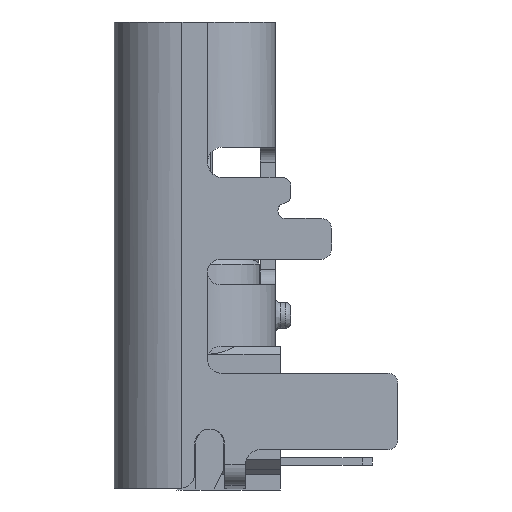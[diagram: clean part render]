
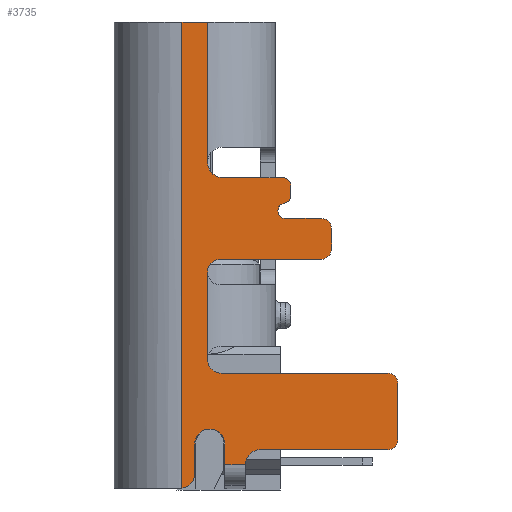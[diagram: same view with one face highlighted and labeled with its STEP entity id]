
A CAD part, left-side view. The second image highlights one B-rep face of the part: STEP entity #3735.
In plain terms, the highlighted planar face has unit normal (-1, 0, 0).
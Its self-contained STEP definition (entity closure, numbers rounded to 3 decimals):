
#1583=VERTEX_POINT('NONE',#1584);
#1584=CARTESIAN_POINT('',(-4.475,2.13,0.5));
#1591=EDGE_CURVE('NONE',#1583,#1592,#1594,.T.);
#1592=VERTEX_POINT('NONE',#1593);
#1593=CARTESIAN_POINT('',(-4.475,1.63,0.5));
#1594=LINE('',#1595,#1596);
#1595=CARTESIAN_POINT('',(-4.475,3.385,0.5));
#1596=VECTOR('',#1597,1.0);
#1597=DIRECTION('',(0.0,-1.0,0.0));
#1627=VERTEX_POINT('NONE',#1628);
#1628=CARTESIAN_POINT('',(-4.475,2.13,-8.636));
#1635=EDGE_CURVE('NONE',#1627,#1583,#1636,.T.);
#1636=LINE('',#1637,#1638);
#1637=CARTESIAN_POINT('',(-4.475,2.13,-8.823));
#1638=VECTOR('',#1639,1.0);
#1639=DIRECTION('',(0.0,0.0,1.0));
#3704=EDGE_CURVE('NONE',#1592,#3705,#3707,.T.);
#3705=VERTEX_POINT('NONE',#3706);
#3706=CARTESIAN_POINT('',(-4.475,1.63,-2.25));
#3707=LINE('',#3708,#3709);
#3708=CARTESIAN_POINT('',(-4.475,1.63,-2.305));
#3709=VECTOR('',#3710,1.0);
#3710=DIRECTION('',(0.0,0.0,-1.0));
#3735=ADVANCED_FACE('NONE',(#3736),#3952,.F.);
#3736=FACE_BOUND('NONE',#3737,.T.);
#3737=EDGE_LOOP('',(#3738,#3749,#3757,#3766,#3774,#3783,#3791,#3800,#3808,#3817,#3825,#3834,#3842,#3851,#3859,#3868,#3877,#3885,#3894,#3902,#3909,#3910,#3911,#3912,#3921,#3929,#3938,#3946));
#3738=ORIENTED_EDGE('',*,*,#3739,.T.);
#3739=EDGE_CURVE('NONE',#3740,#3742,#3744,.F.);
#3740=VERTEX_POINT('NONE',#3741);
#3741=CARTESIAN_POINT('',(-4.475,0.89,-8.18));
#3742=VERTEX_POINT('NONE',#3743);
#3743=CARTESIAN_POINT('',(-4.475,0.59,-7.88));
#3744=CIRCLE('',#3745,0.3);
#3745=AXIS2_PLACEMENT_3D('',#3746,#3747,#3748);
#3746=CARTESIAN_POINT('',(-4.475,0.59,-8.18));
#3747=DIRECTION('',(-1.0,0.0,0.0));
#3748=DIRECTION('',(0.0,0.0,1.0));
#3749=ORIENTED_EDGE('',*,*,#3750,.T.);
#3750=EDGE_CURVE('NONE',#3742,#3751,#3753,.F.);
#3751=VERTEX_POINT('NONE',#3752);
#3752=CARTESIAN_POINT('',(-4.475,-1.9,-7.88));
#3753=LINE('',#3754,#3755);
#3754=CARTESIAN_POINT('',(-4.475,0.015,-7.88));
#3755=VECTOR('',#3756,1.0);
#3756=DIRECTION('',(0.0,1.0,0.0));
#3757=ORIENTED_EDGE('',*,*,#3758,.T.);
#3758=EDGE_CURVE('NONE',#3751,#3759,#3761,.F.);
#3759=VERTEX_POINT('NONE',#3760);
#3760=CARTESIAN_POINT('',(-4.475,-2.1,-7.68));
#3761=CIRCLE('',#3762,0.2);
#3762=AXIS2_PLACEMENT_3D('',#3763,#3764,#3765);
#3763=CARTESIAN_POINT('',(-4.475,-1.9,-7.68));
#3764=DIRECTION('',(1.0,0.0,0.0));
#3765=DIRECTION('',(0.0,0.0,1.0));
#3766=ORIENTED_EDGE('',*,*,#3767,.T.);
#3767=EDGE_CURVE('NONE',#3759,#3768,#3770,.F.);
#3768=VERTEX_POINT('NONE',#3769);
#3769=CARTESIAN_POINT('',(-4.475,-2.1,-6.58));
#3770=LINE('',#3771,#3772);
#3771=CARTESIAN_POINT('',(-4.475,-2.1,-4.068));
#3772=VECTOR('',#3773,1.0);
#3773=DIRECTION('',(0.0,0.0,-1.0));
#3774=ORIENTED_EDGE('',*,*,#3775,.T.);
#3775=EDGE_CURVE('NONE',#3768,#3776,#3778,.F.);
#3776=VERTEX_POINT('NONE',#3777);
#3777=CARTESIAN_POINT('',(-4.475,-1.9,-6.38));
#3778=CIRCLE('',#3779,0.2);
#3779=AXIS2_PLACEMENT_3D('',#3780,#3781,#3782);
#3780=CARTESIAN_POINT('',(-4.475,-1.9,-6.58));
#3781=DIRECTION('',(1.0,0.0,0.0));
#3782=DIRECTION('',(0.0,0.0,1.0));
#3783=ORIENTED_EDGE('',*,*,#3784,.T.);
#3784=EDGE_CURVE('NONE',#3776,#3785,#3787,.F.);
#3785=VERTEX_POINT('NONE',#3786);
#3786=CARTESIAN_POINT('',(-4.475,1.365,-6.38));
#3787=LINE('',#3788,#3789);
#3788=CARTESIAN_POINT('',(-4.475,0.015,-6.38));
#3789=VECTOR('',#3790,1.0);
#3790=DIRECTION('',(0.0,-1.0,0.0));
#3791=ORIENTED_EDGE('',*,*,#3792,.T.);
#3792=EDGE_CURVE('NONE',#3785,#3793,#3795,.F.);
#3793=VERTEX_POINT('NONE',#3794);
#3794=CARTESIAN_POINT('',(-4.475,1.63,-6.115));
#3795=CIRCLE('',#3796,0.265);
#3796=AXIS2_PLACEMENT_3D('',#3797,#3798,#3799);
#3797=CARTESIAN_POINT('',(-4.475,1.365,-6.115));
#3798=DIRECTION('',(-1.0,0.0,0.0));
#3799=DIRECTION('',(0.0,0.,-1.0));
#3800=ORIENTED_EDGE('',*,*,#3801,.T.);
#3801=EDGE_CURVE('NONE',#3793,#3802,#3804,.F.);
#3802=VERTEX_POINT('NONE',#3803);
#3803=CARTESIAN_POINT('',(-4.475,1.63,-4.4));
#3804=LINE('',#3805,#3806);
#3805=CARTESIAN_POINT('',(-4.475,1.63,-6.149));
#3806=VECTOR('',#3807,1.0);
#3807=DIRECTION('',(0.0,0.0,-1.0));
#3808=ORIENTED_EDGE('',*,*,#3809,.T.);
#3809=EDGE_CURVE('NONE',#3802,#3810,#3812,.F.);
#3810=VERTEX_POINT('NONE',#3811);
#3811=CARTESIAN_POINT('',(-4.475,1.38,-4.15));
#3812=CIRCLE('',#3813,0.25);
#3813=AXIS2_PLACEMENT_3D('',#3814,#3815,#3816);
#3814=CARTESIAN_POINT('',(-4.475,1.38,-4.4));
#3815=DIRECTION('',(-1.0,0.0,0.0));
#3816=DIRECTION('',(0.0,0.0,1.0));
#3817=ORIENTED_EDGE('',*,*,#3818,.T.);
#3818=EDGE_CURVE('NONE',#3810,#3819,#3821,.F.);
#3819=VERTEX_POINT('NONE',#3820);
#3820=CARTESIAN_POINT('',(-4.475,-0.6,-4.15));
#3821=LINE('',#3822,#3823);
#3822=CARTESIAN_POINT('',(-4.475,0.015,-4.15));
#3823=VECTOR('',#3824,1.0);
#3824=DIRECTION('',(0.0,1.0,0.0));
#3825=ORIENTED_EDGE('',*,*,#3826,.T.);
#3826=EDGE_CURVE('NONE',#3819,#3827,#3829,.F.);
#3827=VERTEX_POINT('NONE',#3828);
#3828=CARTESIAN_POINT('',(-4.475,-0.8,-3.95));
#3829=CIRCLE('',#3830,0.2);
#3830=AXIS2_PLACEMENT_3D('',#3831,#3832,#3833);
#3831=CARTESIAN_POINT('',(-4.475,-0.6,-3.95));
#3832=DIRECTION('',(1.0,0.0,0.0));
#3833=DIRECTION('',(0.0,0.0,1.0));
#3834=ORIENTED_EDGE('',*,*,#3835,.T.);
#3835=EDGE_CURVE('NONE',#3827,#3836,#3838,.F.);
#3836=VERTEX_POINT('NONE',#3837);
#3837=CARTESIAN_POINT('',(-4.475,-0.8,-3.55));
#3838=LINE('',#3839,#3840);
#3839=CARTESIAN_POINT('',(-4.475,-0.8,-4.068));
#3840=VECTOR('',#3841,1.0);
#3841=DIRECTION('',(0.0,0.0,-1.0));
#3842=ORIENTED_EDGE('',*,*,#3843,.T.);
#3843=EDGE_CURVE('NONE',#3836,#3844,#3846,.F.);
#3844=VERTEX_POINT('NONE',#3845);
#3845=CARTESIAN_POINT('',(-4.475,-0.6,-3.35));
#3846=CIRCLE('',#3847,0.2);
#3847=AXIS2_PLACEMENT_3D('',#3848,#3849,#3850);
#3848=CARTESIAN_POINT('',(-4.475,-0.6,-3.55));
#3849=DIRECTION('',(1.0,0.0,0.0));
#3850=DIRECTION('',(0.0,0.0,1.0));
#3851=ORIENTED_EDGE('',*,*,#3852,.T.);
#3852=EDGE_CURVE('NONE',#3844,#3853,#3855,.F.);
#3853=VERTEX_POINT('NONE',#3854);
#3854=CARTESIAN_POINT('',(-4.475,0.1,-3.35));
#3855=LINE('',#3856,#3857);
#3856=CARTESIAN_POINT('',(-4.475,0.015,-3.35));
#3857=VECTOR('',#3858,1.0);
#3858=DIRECTION('',(0.0,-1.0,0.0));
#3859=ORIENTED_EDGE('',*,*,#3860,.T.);
#3860=EDGE_CURVE('NONE',#3853,#3861,#3863,.F.);
#3861=VERTEX_POINT('NONE',#3862);
#3862=CARTESIAN_POINT('',(-4.475,0.125,-3.052));
#3863=CIRCLE('',#3864,0.15);
#3864=AXIS2_PLACEMENT_3D('',#3865,#3866,#3867);
#3865=CARTESIAN_POINT('',(-4.475,0.1,-3.2));
#3866=DIRECTION('',(-1.0,0.0,0.0));
#3867=DIRECTION('',(0.0,0.,-1.0));
#3868=ORIENTED_EDGE('',*,*,#3869,.T.);
#3869=EDGE_CURVE('NONE',#3861,#3870,#3872,.F.);
#3870=VERTEX_POINT('NONE',#3871);
#3871=CARTESIAN_POINT('',(-4.475,0.,-2.904));
#3872=CIRCLE('',#3873,0.15);
#3873=AXIS2_PLACEMENT_3D('',#3874,#3875,#3876);
#3874=CARTESIAN_POINT('',(-4.475,0.15,-2.904));
#3875=DIRECTION('',(1.0,0.0,0.0));
#3876=DIRECTION('',(0.0,0.,1.0));
#3877=ORIENTED_EDGE('',*,*,#3878,.T.);
#3878=EDGE_CURVE('NONE',#3870,#3879,#3881,.F.);
#3879=VERTEX_POINT('NONE',#3880);
#3880=CARTESIAN_POINT('',(-4.475,0.0,-2.7));
#3881=LINE('',#3882,#3883);
#3882=CARTESIAN_POINT('',(-4.475,0.0,-4.068));
#3883=VECTOR('',#3884,1.0);
#3884=DIRECTION('',(0.0,0.0,-1.0));
#3885=ORIENTED_EDGE('',*,*,#3886,.T.);
#3886=EDGE_CURVE('NONE',#3879,#3887,#3889,.F.);
#3887=VERTEX_POINT('NONE',#3888);
#3888=CARTESIAN_POINT('',(-4.475,0.15,-2.55));
#3889=CIRCLE('',#3890,0.15);
#3890=AXIS2_PLACEMENT_3D('',#3891,#3892,#3893);
#3891=CARTESIAN_POINT('',(-4.475,0.15,-2.7));
#3892=DIRECTION('',(1.0,0.0,0.0));
#3893=DIRECTION('',(0.0,0.0,1.0));
#3894=ORIENTED_EDGE('',*,*,#3895,.T.);
#3895=EDGE_CURVE('NONE',#3887,#3896,#3898,.F.);
#3896=VERTEX_POINT('NONE',#3897);
#3897=CARTESIAN_POINT('',(-4.475,1.33,-2.55));
#3898=LINE('',#3899,#3900);
#3899=CARTESIAN_POINT('',(-4.475,0.015,-2.55));
#3900=VECTOR('',#3901,1.0);
#3901=DIRECTION('',(0.0,-1.0,0.0));
#3902=ORIENTED_EDGE('',*,*,#3903,.T.);
#3903=EDGE_CURVE('NONE',#3896,#3705,#3904,.F.);
#3904=CIRCLE('',#3905,0.3);
#3905=AXIS2_PLACEMENT_3D('',#3906,#3907,#3908);
#3906=CARTESIAN_POINT('',(-4.475,1.33,-2.25));
#3907=DIRECTION('',(-1.0,0.0,0.0));
#3908=DIRECTION('',(0.0,0.,-1.0));
#3909=ORIENTED_EDGE('',*,*,#3704,.F.);
#3910=ORIENTED_EDGE('',*,*,#1591,.F.);
#3911=ORIENTED_EDGE('',*,*,#1635,.F.);
#3912=ORIENTED_EDGE('',*,*,#3913,.T.);
#3913=EDGE_CURVE('NONE',#1627,#3914,#3916,.F.);
#3914=VERTEX_POINT('NONE',#3915);
#3915=CARTESIAN_POINT('',(-4.475,1.88,-8.34));
#3916=CIRCLE('',#3917,0.3);
#3917=AXIS2_PLACEMENT_3D('',#3918,#3919,#3920);
#3918=CARTESIAN_POINT('',(-4.475,2.18,-8.34));
#3919=DIRECTION('',(1.0,0.0,0.0));
#3920=DIRECTION('',(0.0,0.0,-1.0));
#3921=ORIENTED_EDGE('',*,*,#3922,.T.);
#3922=EDGE_CURVE('NONE',#3914,#3923,#3925,.F.);
#3923=VERTEX_POINT('NONE',#3924);
#3924=CARTESIAN_POINT('',(-4.475,1.88,-7.77));
#3925=LINE('',#3926,#3927);
#3926=CARTESIAN_POINT('',(-4.475,1.88,-4.068));
#3927=VECTOR('',#3928,1.0);
#3928=DIRECTION('',(0.0,0.0,-1.0));
#3929=ORIENTED_EDGE('',*,*,#3930,.T.);
#3930=EDGE_CURVE('NONE',#3923,#3931,#3933,.F.);
#3931=VERTEX_POINT('NONE',#3932);
#3932=CARTESIAN_POINT('',(-4.475,1.29,-7.77));
#3933=CIRCLE('',#3934,0.295);
#3934=AXIS2_PLACEMENT_3D('',#3935,#3936,#3937);
#3935=CARTESIAN_POINT('',(-4.475,1.585,-7.77));
#3936=DIRECTION('',(-1.0,0.0,0.0));
#3937=DIRECTION('',(0.0,0.0,-1.0));
#3938=ORIENTED_EDGE('',*,*,#3939,.T.);
#3939=EDGE_CURVE('NONE',#3931,#3940,#3942,.F.);
#3940=VERTEX_POINT('NONE',#3941);
#3941=CARTESIAN_POINT('',(-4.475,1.29,-8.18));
#3942=LINE('',#3943,#3944);
#3943=CARTESIAN_POINT('',(-4.475,1.29,-4.068));
#3944=VECTOR('',#3945,1.0);
#3945=DIRECTION('',(0.0,0.0,1.0));
#3946=ORIENTED_EDGE('',*,*,#3947,.T.);
#3947=EDGE_CURVE('NONE',#3940,#3740,#3948,.F.);
#3948=LINE('',#3949,#3950);
#3949=CARTESIAN_POINT('',(-4.475,0.015,-8.18));
#3950=VECTOR('',#3951,1.0);
#3951=DIRECTION('',(0.0,1.0,0.0));
#3952=PLANE('',#3953);
#3953=AXIS2_PLACEMENT_3D('',#3954,#3955,#3956);
#3954=CARTESIAN_POINT('',(-4.475,0.015,-4.068));
#3955=DIRECTION('',(1.0,0.0,0.0));
#3956=DIRECTION('',(0.0,0.0,-1.0));
